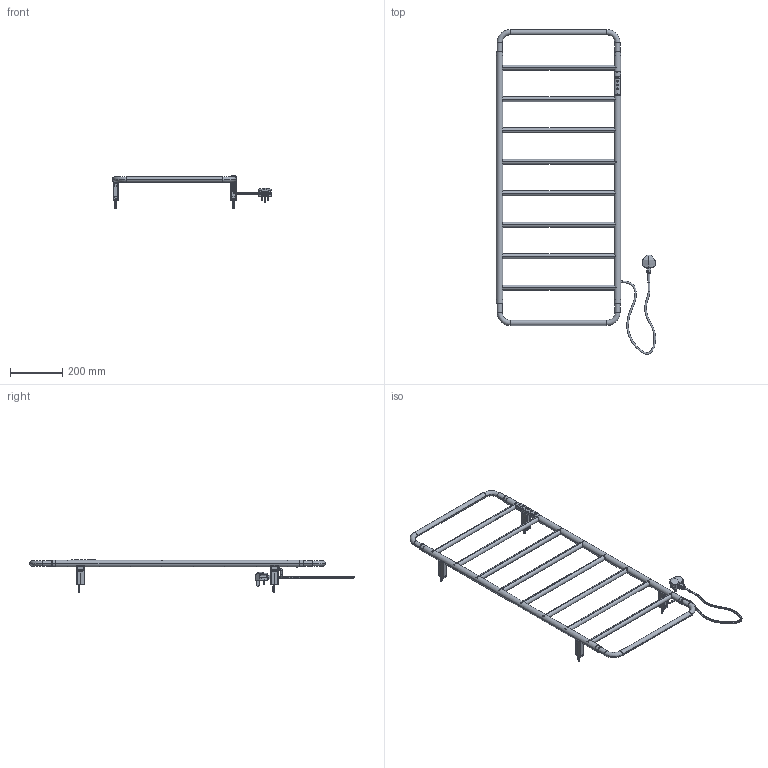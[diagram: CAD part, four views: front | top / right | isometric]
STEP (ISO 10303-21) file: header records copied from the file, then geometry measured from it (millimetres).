
FILE_DESCRIPTION((''),'2;1');
FILE_NAME('AL201-8_2__ASM','2023-12-23T15:49:15',('Administrator'),(''),'CREO PARAMETRIC BY PTC INC, 2023294','CREO PARAMETRIC BY PTC INC, 2023294','');
FILE_SCHEMA(('CONFIG_CONTROL_DESIGN'));
Products named in the file (41): AL7820111300-8_5; AL7820121300-8_5; 7823172300-N_12; 7820191300_44; M5X240001_4; 7820181300_49; M5X4_GB-T77-2000_98; M2_5-GB-T2674_7; M4-D_15; A1008_24; 7820131300_22; 7820132900_74; 7820130300_ASM_100_ASM; 7840993900_13; 7821131300_29; 7841930300_ASM_22_ASM; YG-CT_7; E_108_8; E-3500_ASM_10_ASM; A201-1100; A201-1211_8; E_02-1_6; EEE_02-02_2_1; EEE_02-02_2_2; EEE_02-02_2_3; EEE_02-02_2_4; EEE_02-02_2_ASM; E_03_5; EEE_03-03_2_1; EEE_03-03_2_2; EEE_03-03_2_3; EEE_03-03_2_ASM; A-A-2100_ASM_3_ASM; AL201-8_ASM_28_ASM; 7821033900-1; 7820133900; M4X30_GB_Z; 7820198900; M5X10_GB-T77-2000; M4X30_GB1003 ...
Assembly tree (71 placements, depth 5):
  AL201-8_2__ASM
    AL201-8_ASM_28_ASM
      AL7820111300-8_5
      AL7820121300-8_5
      7823172300-N_12  x8
      7820191300_44  x4
      M5X240001_4  x6
      7820181300_49  x2
      M5X4_GB-T77-2000_98  x4
      M2_5-GB-T2674_7  x2
      M4-D_15
      A1008_24
      7820130300_ASM_100_ASM  x3
        7820131300_22
        7820132900_74
      7841930300_ASM_22_ASM
        7840993900_13
        7821131300_29
      E-3500_ASM_10_ASM
        YG-CT_7
        E_108_8
      A-A-2100_ASM_3_ASM
        A201-1100
        A201-1211_8
        E_02-1_6
        EEE_02-02_2_ASM
          EEE_02-02_2_1
          EEE_02-02_2_2
          EEE_02-02_2_3
          EEE_02-02_2_4
        E_03_5
        EEE_03-03_2_ASM
          EEE_03-03_2_1
          EEE_03-03_2_2
          EEE_03-03_2_3
    7821033900-1  x2
    7820133900  x2
    M4X30_GB_Z  x4
    7820198900  x2
    M5X10_GB-T77-2000
    M4X30_GB1003  x4
Bounding box: 608.27 x 1239.91 x 125.74 mm (x, y, z)
Volume: 578466.4 mm3; surface area: 1015944.1 mm2
Topology: 66 solids, 66 shells, 4232 faces, 12070 edges, 7850 vertices
Faces by surface type: cylinder 1856, plane 1403, bspline 510, sphere 214, cone 139, torus 106, extrusion 4
Entity records: 111503 total; most frequent: CARTESIAN_POINT 66147, ORIENTED_EDGE 10062, DIRECTION 8061, EDGE_CURVE 5031, VERTEX_POINT 3279, AXIS2_PLACEMENT_3D 2781, VECTOR 2499, LINE 2495
